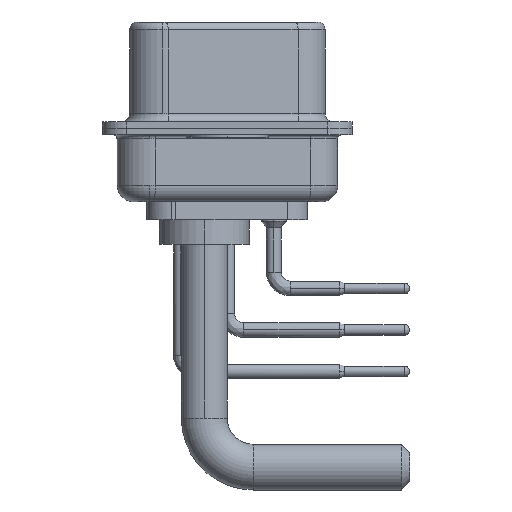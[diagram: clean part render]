
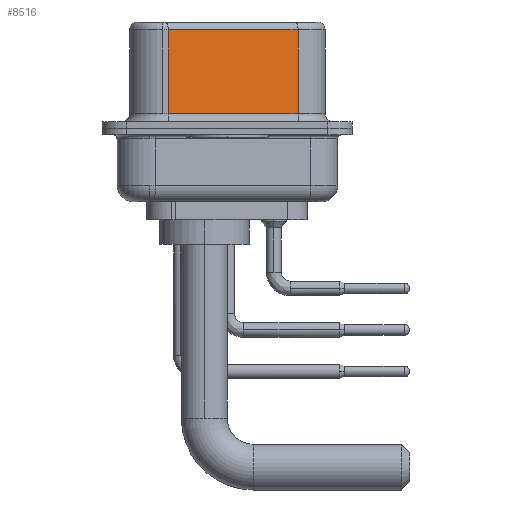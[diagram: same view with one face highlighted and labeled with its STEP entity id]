
A CAD part, left-side view. The second image highlights one B-rep face of the part: STEP entity #8516.
In plain terms, the highlighted planar face has unit normal (-0.985, -0.174, 0).
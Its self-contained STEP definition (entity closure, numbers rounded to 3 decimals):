
#695 = CARTESIAN_POINT ( 'NONE',  ( 3.73, 3.628, 6.52 ) ) ;
#1937 = CARTESIAN_POINT ( 'NONE',  ( 5.132, -4.322, 0.9 ) ) ;
#4289 = DIRECTION ( 'NONE',  ( -0.174, 0.985, 0. ) ) ;
#4521 = VECTOR ( 'NONE', #13479, 1000. ) ;
#5008 = DIRECTION ( 'NONE',  ( -0.174, 0.985, 0. ) ) ;
#5338 = ORIENTED_EDGE ( 'NONE', *, *, #30542, .T. ) ;
#6005 = CARTESIAN_POINT ( 'NONE',  ( 5.132, -4.322, 6.52 ) ) ;
#6478 = VECTOR ( 'NONE', #23682, 1000. ) ;
#7208 = CARTESIAN_POINT ( 'NONE',  ( 5.132, -4.322, 0.9 ) ) ;
#8516 = ADVANCED_FACE ( 'NONE', ( #31980 ), #22288, .F. ) ;
#9648 = VERTEX_POINT ( 'NONE', #10670 ) ;
#9809 = VERTEX_POINT ( 'NONE', #7208 ) ;
#9845 = DIRECTION ( 'NONE',  ( 0.985, 0.174, 0. ) ) ;
#10063 = LINE ( 'NONE', #695, #4521 ) ;
#10277 = VECTOR ( 'NONE', #17041, 1000. ) ;
#10549 = EDGE_LOOP ( 'NONE', ( #21769, #19278, #5338, #13002 ) ) ;
#10670 = CARTESIAN_POINT ( 'NONE',  ( 3.73, 3.628, 0.9 ) ) ;
#11875 = LINE ( 'NONE', #29406, #30528 ) ;
#13002 = ORIENTED_EDGE ( 'NONE', *, *, #29297, .T. ) ;
#13479 = DIRECTION ( 'NONE',  ( 0., 0., -1. ) ) ;
#14688 = EDGE_CURVE ( 'NONE', #27482, #26296, #11875, .T. ) ;
#17041 = DIRECTION ( 'NONE',  ( 0.174, -0.985, 0. ) ) ;
#17364 = EDGE_CURVE ( 'NONE', #27482, #9809, #27957, .T. ) ;
#17999 = CARTESIAN_POINT ( 'NONE',  ( 3.73, 3.628, 6.02 ) ) ;
#19278 = ORIENTED_EDGE ( 'NONE', *, *, #14688, .T. ) ;
#19679 = CARTESIAN_POINT ( 'NONE',  ( 5.132, -4.322, 6.02 ) ) ;
#21769 = ORIENTED_EDGE ( 'NONE', *, *, #17364, .F. ) ;
#22288 = PLANE ( 'NONE',  #23982 ) ;
#23682 = DIRECTION ( 'NONE',  ( 0., 0., -1. ) ) ;
#23982 = AXIS2_PLACEMENT_3D ( 'NONE', #29185, #9845, #4289 ) ;
#24382 = LINE ( 'NONE', #1937, #10277 ) ;
#26296 = VERTEX_POINT ( 'NONE', #17999 ) ;
#27482 = VERTEX_POINT ( 'NONE', #19679 ) ;
#27957 = LINE ( 'NONE', #6005, #6478 ) ;
#29185 = CARTESIAN_POINT ( 'NONE',  ( 5.132, -4.322, 6.52 ) ) ;
#29297 = EDGE_CURVE ( 'NONE', #9648, #9809, #24382, .T. ) ;
#29406 = CARTESIAN_POINT ( 'NONE',  ( 5.132, -4.322, 6.02 ) ) ;
#30528 = VECTOR ( 'NONE', #5008, 1000. ) ;
#30542 = EDGE_CURVE ( 'NONE', #26296, #9648, #10063, .T. ) ;
#31980 = FACE_OUTER_BOUND ( 'NONE', #10549, .T. ) ;
